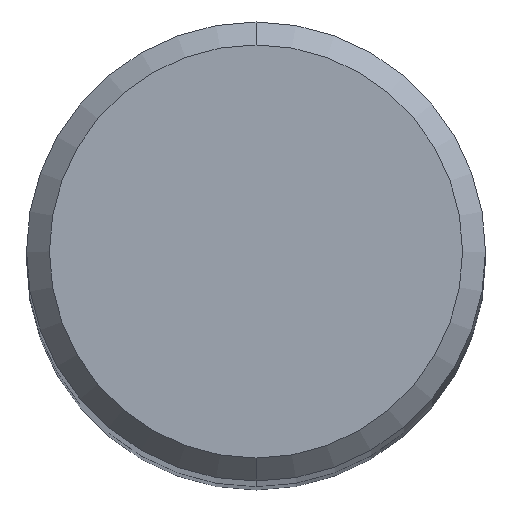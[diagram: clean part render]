
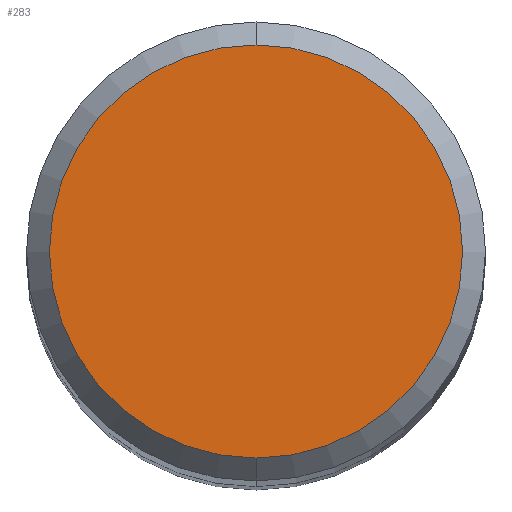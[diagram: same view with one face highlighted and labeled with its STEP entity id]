
A CAD part, top view. The second image highlights one B-rep face of the part: STEP entity #283.
In plain terms, the highlighted planar face has unit normal (0, 0, 1).
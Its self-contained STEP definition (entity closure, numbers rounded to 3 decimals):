
#169=EDGE_CURVE('',#285,#235,#444,.T.);
#235=VERTEX_POINT('',#517);
#279=EDGE_CURVE('',#235,#285,#569,.T.);
#283=ADVANCED_FACE('',(#573),#574,.T.);
#285=VERTEX_POINT('',#576);
#444=CIRCLE('',#740,3.6);
#517=CARTESIAN_POINT('',(0.,-3.6,0.0));
#569=CIRCLE('',#982,3.6);
#573=FACE_OUTER_BOUND('',#986,.T.);
#574=PLANE('',#987);
#576=CARTESIAN_POINT('',(0.0,3.6,0.0));
#740=AXIS2_PLACEMENT_3D('',#1330,#1331,#1332);
#982=AXIS2_PLACEMENT_3D('',#1495,#1496,#1497);
#986=EDGE_LOOP('',(#1499,#1500));
#987=AXIS2_PLACEMENT_3D('',#1501,#1502,#1503);
#1330=CARTESIAN_POINT('',(0.0,0.0,0.0));
#1331=DIRECTION('',(0.0,0.0,-1.0));
#1332=DIRECTION('',(0.0,1.0,0.0));
#1495=CARTESIAN_POINT('',(0.0,0.0,0.0));
#1496=DIRECTION('',(0.0,0.0,-1.0));
#1497=DIRECTION('',(0.0,1.0,0.0));
#1499=ORIENTED_EDGE('',*,*,#169,.F.);
#1500=ORIENTED_EDGE('',*,*,#279,.F.);
#1501=CARTESIAN_POINT('',(0.0,1.8,0.0));
#1502=DIRECTION('',(-0.0,0.0,1.0));
#1503=DIRECTION('',(0.0,-1.0,0.0));
